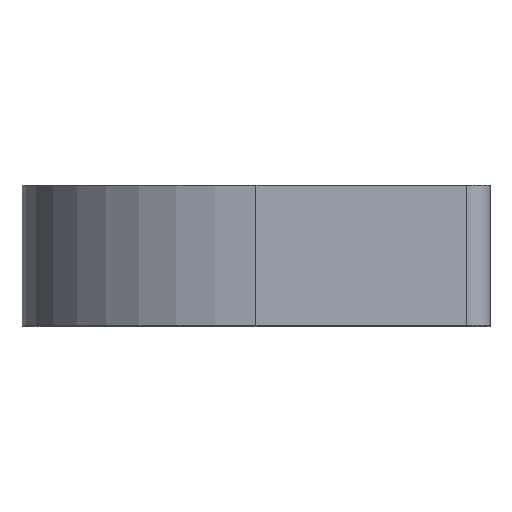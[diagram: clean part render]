
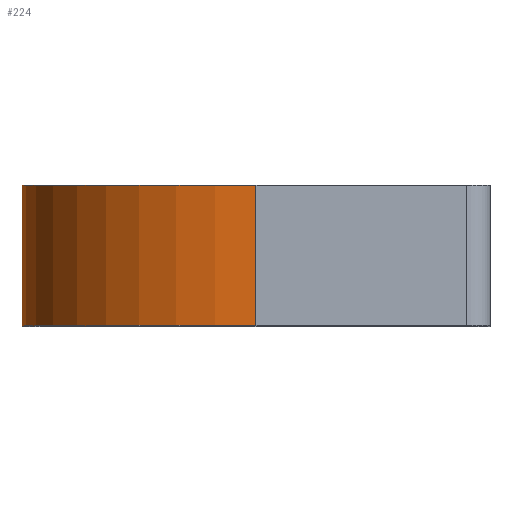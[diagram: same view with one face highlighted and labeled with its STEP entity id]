
A CAD part, top view. The second image highlights one B-rep face of the part: STEP entity #224.
In plain terms, the highlighted cylindrical face has radius 25 mm (diameter 50 mm), a partial arc.
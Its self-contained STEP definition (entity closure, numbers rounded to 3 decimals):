
#29=FACE_OUTER_BOUND('',#41,.T.);
#41=EDGE_LOOP('',(#178,#179,#180,#181));
#44=LINE('',#339,#62);
#61=LINE('',#390,#79);
#62=VECTOR('',#271,10.);
#79=VECTOR('',#322,10.);
#90=CIRCLE('',#261,25.);
#91=CIRCLE('',#262,25.);
#92=VERTEX_POINT('',#335);
#94=VERTEX_POINT('',#338);
#110=VERTEX_POINT('',#386);
#111=VERTEX_POINT('',#388);
#113=EDGE_CURVE('',#92,#94,#44,.T.);
#139=EDGE_CURVE('',#110,#111,#61,.T.);
#140=EDGE_CURVE('',#92,#110,#90,.T.);
#141=EDGE_CURVE('',#94,#111,#91,.T.);
#178=ORIENTED_EDGE('',*,*,#140,.T.);
#179=ORIENTED_EDGE('',*,*,#139,.T.);
#180=ORIENTED_EDGE('',*,*,#141,.F.);
#181=ORIENTED_EDGE('',*,*,#113,.F.);
#207=CYLINDRICAL_SURFACE('',#260,25.);
#224=ADVANCED_FACE('',(#29),#207,.T.);
#260=AXIS2_PLACEMENT_3D('',#391,#323,#324);
#261=AXIS2_PLACEMENT_3D('',#392,#325,#326);
#262=AXIS2_PLACEMENT_3D('',#393,#327,#328);
#271=DIRECTION('',(0.,1.,0.));
#322=DIRECTION('',(0.,1.,0.));
#323=DIRECTION('center_axis',(0.,1.,0.));
#324=DIRECTION('ref_axis',(0.,0.,-1.));
#325=DIRECTION('center_axis',(0.,1.,0.));
#326=DIRECTION('ref_axis',(0.,0.,-1.));
#327=DIRECTION('center_axis',(0.,1.,0.));
#328=DIRECTION('ref_axis',(0.,0.,-1.));
#335=CARTESIAN_POINT('',(0.,0.,-25.));
#338=CARTESIAN_POINT('',(0.,15.,-25.));
#339=CARTESIAN_POINT('',(0.,0.,-25.));
#386=CARTESIAN_POINT('',(0.,0.,25.));
#388=CARTESIAN_POINT('',(0.,15.,25.));
#390=CARTESIAN_POINT('',(0.,0.,25.));
#391=CARTESIAN_POINT('Origin',(0.,0.,0.));
#392=CARTESIAN_POINT('Origin',(0.,0.,0.));
#393=CARTESIAN_POINT('Origin',(0.,15.,0.));
